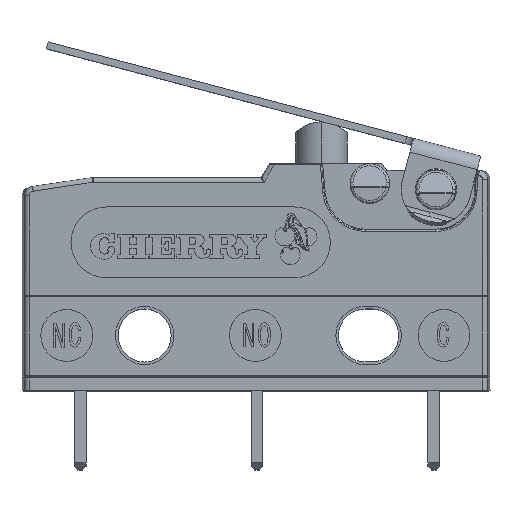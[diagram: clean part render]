
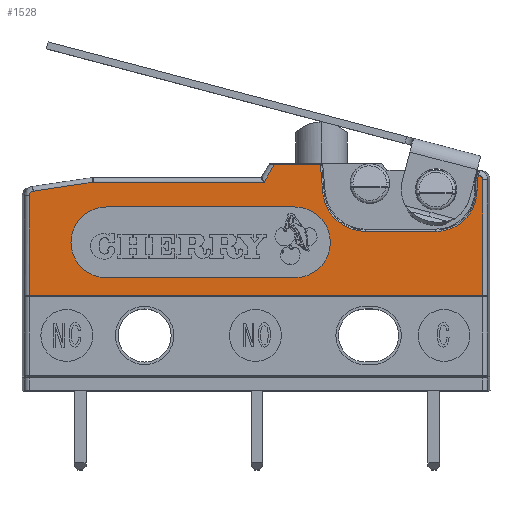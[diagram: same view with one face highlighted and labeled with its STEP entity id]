
A CAD part, top view. The second image highlights one B-rep face of the part: STEP entity #1528.
In plain terms, the highlighted planar face has unit normal (0, 0, 1).
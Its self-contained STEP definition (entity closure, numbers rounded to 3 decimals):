
#1528=ADVANCED_FACE('NONE',(#3855,#3856),#3857,.T.);
#3855=FACE_OUTER_BOUND('',#7617,.T.);
#3856=FACE_BOUND('',#7618,.T.);
#3857=PLANE('',#7619);
#7617=EDGE_LOOP('',(#14425,#14426,#14427,#14428,#14429,#14430,#14431,#14432,#14433,#14434,#14435,#14436,#14437,#14438,#14439,#14440,#14441));
#7618=EDGE_LOOP('',(#14442,#14443,#14444,#14445));
#7619=AXIS2_PLACEMENT_3D('',#14446,#14447,#14448);
#14425=ORIENTED_EDGE('',*,*,#22726,.T.);
#14426=ORIENTED_EDGE('',*,*,#22727,.T.);
#14427=ORIENTED_EDGE('',*,*,#22728,.T.);
#14428=ORIENTED_EDGE('',*,*,#22729,.T.);
#14429=ORIENTED_EDGE('',*,*,#22730,.T.);
#14430=ORIENTED_EDGE('',*,*,#22731,.T.);
#14431=ORIENTED_EDGE('',*,*,#22723,.T.);
#14432=ORIENTED_EDGE('',*,*,#22598,.F.);
#14433=ORIENTED_EDGE('',*,*,#22603,.F.);
#14434=ORIENTED_EDGE('',*,*,#22627,.F.);
#14435=ORIENTED_EDGE('',*,*,#22631,.F.);
#14436=ORIENTED_EDGE('',*,*,#22636,.F.);
#14437=ORIENTED_EDGE('',*,*,#22732,.T.);
#14438=ORIENTED_EDGE('',*,*,#22733,.T.);
#14439=ORIENTED_EDGE('',*,*,#22734,.T.);
#14440=ORIENTED_EDGE('',*,*,#22735,.T.);
#14441=ORIENTED_EDGE('',*,*,#22736,.T.);
#14442=ORIENTED_EDGE('',*,*,#22737,.T.);
#14443=ORIENTED_EDGE('',*,*,#22738,.T.);
#14444=ORIENTED_EDGE('',*,*,#22739,.T.);
#14445=ORIENTED_EDGE('',*,*,#22740,.T.);
#14446=CARTESIAN_POINT('',(0.0,0.0,3.175));
#14447=DIRECTION('',(0.0,0.0,1.0));
#14448=DIRECTION('',(1.0,0.0,0.0));
#22598=EDGE_CURVE('NONE',#26919,#26921,#26922,.T.);
#22603=EDGE_CURVE('NONE',#26927,#26919,#26928,.T.);
#22627=EDGE_CURVE('NONE',#26955,#26927,#26957,.T.);
#22631=EDGE_CURVE('NONE',#26961,#26955,#26963,.T.);
#22636=EDGE_CURVE('NONE',#26967,#26961,#26969,.T.);
#22723=EDGE_CURVE('NONE',#27093,#26921,#27094,.T.);
#22726=EDGE_CURVE('NONE',#27097,#27098,#27099,.T.);
#22727=EDGE_CURVE('NONE',#27098,#27100,#27101,.T.);
#22728=EDGE_CURVE('NONE',#27100,#27102,#27103,.T.);
#22729=EDGE_CURVE('NONE',#27102,#27104,#27105,.T.);
#22730=EDGE_CURVE('NONE',#27104,#27106,#27107,.T.);
#22731=EDGE_CURVE('NONE',#27106,#27093,#27108,.T.);
#22732=EDGE_CURVE('NONE',#26967,#27109,#27110,.T.);
#22733=EDGE_CURVE('NONE',#27109,#27111,#27112,.T.);
#22734=EDGE_CURVE('NONE',#27111,#27113,#27114,.T.);
#22735=EDGE_CURVE('NONE',#27113,#27115,#27116,.T.);
#22736=EDGE_CURVE('NONE',#27115,#27097,#27117,.T.);
#22737=EDGE_CURVE('NONE',#27118,#27119,#27120,.T.);
#22738=EDGE_CURVE('NONE',#27119,#27121,#27122,.T.);
#22739=EDGE_CURVE('NONE',#27121,#27123,#27124,.T.);
#22740=EDGE_CURVE('NONE',#27123,#27118,#27125,.T.);
#26919=VERTEX_POINT('NONE',#33290);
#26921=VERTEX_POINT('NONE',#33297);
#26922=LINE('',#33298,#33299);
#26927=VERTEX_POINT('NONE',#33309);
#26928=LINE('',#33310,#33311);
#26955=VERTEX_POINT('NONE',#33344);
#26957=LINE('',#33346,#33347);
#26961=VERTEX_POINT('NONE',#33351);
#26963=LINE('',#33358,#33359);
#26967=VERTEX_POINT('NONE',#33369);
#26969=LINE('',#33376,#33377);
#27093=VERTEX_POINT('NONE',#33624);
#27094=B_SPLINE_CURVE_WITH_KNOTS('',3,(#33625,#33626,#33627,#33628,#33629,#33630),.UNSPECIFIED.,.F.,.F.,(4,2,4),(0.0,0.5,1.0),.UNSPECIFIED.);
#27097=VERTEX_POINT('NONE',#33638);
#27098=VERTEX_POINT('NONE',#33639);
#27099=B_SPLINE_CURVE_WITH_KNOTS('',3,(#33640,#33641,#33642,#33643,#33644,#33645,#33646,#33647,#33648,#33649,#33650,#33651,#33652,#33653,#33654,#33655,#33656,#33657),.UNSPECIFIED.,.F.,.F.,(4,1,1,2,2,2,1,1,2,2,4),(0.0,0.125,0.187,0.219,0.25,0.5,0.625,0.687,0.719,0.75,1.0),.UNSPECIFIED.);
#27100=VERTEX_POINT('NONE',#33658);
#27101=LINE('',#33659,#33660);
#27102=VERTEX_POINT('NONE',#33661);
#27103=LINE('',#33662,#33663);
#27104=VERTEX_POINT('NONE',#33664);
#27105=LINE('',#33665,#33666);
#27106=VERTEX_POINT('NONE',#33667);
#27107=LINE('',#33668,#33669);
#27108=LINE('',#33670,#33671);
#27109=VERTEX_POINT('NONE',#33672);
#27110=B_SPLINE_CURVE_WITH_KNOTS('',3,(#33673,#33674,#33675,#33676,#33677,#33678),.UNSPECIFIED.,.F.,.F.,(4,2,4),(0.0,0.5,1.0),.UNSPECIFIED.);
#27111=VERTEX_POINT('NONE',#33679);
#27112=LINE('',#33680,#33681);
#27113=VERTEX_POINT('NONE',#33682);
#27114=LINE('',#33683,#33684);
#27115=VERTEX_POINT('NONE',#33685);
#27116=B_SPLINE_CURVE_WITH_KNOTS('',3,(#33686,#33687,#33688,#33689,#33690,#33691,#33692,#33693,#33694,#33695),.UNSPECIFIED.,.F.,.F.,(4,2,2,2,4),(0.0,0.25,0.5,0.75,1.0),.UNSPECIFIED.);
#27117=LINE('',#33696,#33697);
#27118=VERTEX_POINT('NONE',#33698);
#27119=VERTEX_POINT('NONE',#33699);
#27120=CIRCLE('',#33700,1.5);
#27121=VERTEX_POINT('NONE',#33701);
#27122=LINE('',#33702,#33703);
#27123=VERTEX_POINT('NONE',#33704);
#27124=CIRCLE('',#33705,1.5);
#27125=LINE('',#33706,#33707);
#33290=CARTESIAN_POINT('',(-4.896,1.7,3.175));
#33297=CARTESIAN_POINT('',(-4.896,5.923,3.175));
#33298=CARTESIAN_POINT('',(-4.896,2.568,3.175));
#33299=VECTOR('',#42598,1000.0);
#33309=CARTESIAN_POINT('',(-4.894,1.7,3.175));
#33310=CARTESIAN_POINT('',(0.0,1.7,3.175));
#33311=VECTOR('',#42602,1000.0);
#33344=CARTESIAN_POINT('',(14.344,1.7,3.175));
#33346=CARTESIAN_POINT('',(3.458,1.7,3.175));
#33347=VECTOR('',#42633,1000.0);
#33351=CARTESIAN_POINT('',(14.346,1.7,3.175));
#33358=CARTESIAN_POINT('',(0.0,1.7,3.175));
#33359=VECTOR('',#42637,1000.0);
#33369=CARTESIAN_POINT('',(14.346,6.6,3.175));
#33376=CARTESIAN_POINT('',(14.346,2.5,3.175));
#33377=VECTOR('',#42638,1000.0);
#33624=CARTESIAN_POINT('',(-4.725,6.12,3.175));
#33625=CARTESIAN_POINT('',(-4.725,6.12,3.175));
#33626=CARTESIAN_POINT('',(-4.775,6.113,3.175));
#33627=CARTESIAN_POINT('',(-4.816,6.09,3.175));
#33628=CARTESIAN_POINT('',(-4.879,6.016,3.175));
#33629=CARTESIAN_POINT('',(-4.896,5.973,3.175));
#33630=CARTESIAN_POINT('',(-4.896,5.923,3.175));
#33638=CARTESIAN_POINT('',(9.375,4.412,3.175));
#33639=CARTESIAN_POINT('',(7.557,6.078,3.175));
#33640=CARTESIAN_POINT('',(9.375,4.412,3.175));
#33641=CARTESIAN_POINT('',(9.265,4.413,3.175));
#33642=CARTESIAN_POINT('',(9.102,4.427,3.175));
#33643=CARTESIAN_POINT('',(8.917,4.469,3.175));
#33644=CARTESIAN_POINT('',(8.839,4.493,3.175));
#33645=CARTESIAN_POINT('',(8.787,4.509,3.175));
#33646=CARTESIAN_POINT('',(8.763,4.518,3.175));
#33647=CARTESIAN_POINT('',(8.515,4.611,3.175));
#33648=CARTESIAN_POINT('',(8.316,4.732,3.175));
#33649=CARTESIAN_POINT('',(8.055,4.972,3.175));
#33650=CARTESIAN_POINT('',(7.938,5.102,3.175));
#33651=CARTESIAN_POINT('',(7.825,5.271,3.175));
#33652=CARTESIAN_POINT('',(7.781,5.347,3.175));
#33653=CARTESIAN_POINT('',(7.754,5.399,3.175));
#33654=CARTESIAN_POINT('',(7.739,5.427,3.175));
#33655=CARTESIAN_POINT('',(7.633,5.65,3.175));
#33656=CARTESIAN_POINT('',(7.576,5.859,3.175));
#33657=CARTESIAN_POINT('',(7.557,6.078,3.175));
#33658=CARTESIAN_POINT('',(7.454,7.25,3.175));
#33659=CARTESIAN_POINT('',(7.557,6.078,3.175));
#33660=VECTOR('',#42688,1000.0);
#33661=CARTESIAN_POINT('',(5.502,7.25,3.175));
#33662=CARTESIAN_POINT('',(0.0,7.25,3.175));
#33663=VECTOR('',#42689,1000.0);
#33664=CARTESIAN_POINT('',(5.069,6.5,3.175));
#33665=CARTESIAN_POINT('',(5.502,7.25,3.175));
#33666=VECTOR('',#42690,1000.0);
#33667=CARTESIAN_POINT('',(-2.185,6.5,3.175));
#33668=CARTESIAN_POINT('',(0.0,6.5,3.175));
#33669=VECTOR('',#42691,1000.0);
#33670=CARTESIAN_POINT('',(-2.185,6.5,3.175));
#33671=VECTOR('',#42692,1000.0);
#33672=CARTESIAN_POINT('',(14.165,6.799,3.175));
#33673=CARTESIAN_POINT('',(14.346,6.6,3.175));
#33674=CARTESIAN_POINT('',(14.346,6.652,3.175));
#33675=CARTESIAN_POINT('',(14.328,6.697,3.175));
#33676=CARTESIAN_POINT('',(14.26,6.772,3.175));
#33677=CARTESIAN_POINT('',(14.217,6.793,3.175));
#33678=CARTESIAN_POINT('',(14.165,6.799,3.175));
#33679=CARTESIAN_POINT('',(14.1,6.585,3.175));
#33680=CARTESIAN_POINT('',(14.165,6.799,3.175));
#33681=VECTOR('',#42693,1000.0);
#33682=CARTESIAN_POINT('',(14.1,6.163,3.175));
#33683=CARTESIAN_POINT('',(14.1,0.0,3.175));
#33684=VECTOR('',#42694,1000.0);
#33685=CARTESIAN_POINT('',(12.35,4.413,3.175));
#33686=CARTESIAN_POINT('',(14.1,6.163,3.175));
#33687=CARTESIAN_POINT('',(14.1,5.93,3.175));
#33688=CARTESIAN_POINT('',(14.055,5.707,3.175));
#33689=CARTESIAN_POINT('',(13.878,5.279,3.175));
#33690=CARTESIAN_POINT('',(13.751,5.089,3.175));
#33691=CARTESIAN_POINT('',(13.424,4.761,3.175));
#33692=CARTESIAN_POINT('',(13.234,4.634,3.175));
#33693=CARTESIAN_POINT('',(12.806,4.457,3.175));
#33694=CARTESIAN_POINT('',(12.583,4.413,3.175));
#33695=CARTESIAN_POINT('',(12.35,4.413,3.175));
#33696=CARTESIAN_POINT('',(0.0,4.413,3.175));
#33697=VECTOR('',#42695,1000.0);
#33698=CARTESIAN_POINT('',(-1.625,2.45,3.175));
#33699=CARTESIAN_POINT('',(-1.625,5.45,3.175));
#33700=AXIS2_PLACEMENT_3D('',#42696,#42697,#42698);
#33701=CARTESIAN_POINT('',(6.375,5.45,3.175));
#33702=CARTESIAN_POINT('',(0.0,5.45,3.175));
#33703=VECTOR('',#42699,1000.0);
#33704=CARTESIAN_POINT('',(6.375,2.45,3.175));
#33705=AXIS2_PLACEMENT_3D('',#42700,#42701,#42702);
#33706=CARTESIAN_POINT('',(0.0,2.45,3.175));
#33707=VECTOR('',#42703,1000.0);
#42598=DIRECTION('',(0.0,1.0,0.0));
#42602=DIRECTION('',(-1.0,0.0,0.0));
#42633=DIRECTION('',(-1.0,-0.0,-0.0));
#42637=DIRECTION('',(-1.0,0.0,0.0));
#42638=DIRECTION('',(0.0,-1.0,0.0));
#42688=DIRECTION('',(-0.087,0.996,0.0));
#42689=DIRECTION('',(-1.0,0.0,0.0));
#42690=DIRECTION('',(-0.5,-0.866,0.0));
#42691=DIRECTION('',(-1.0,0.0,0.0));
#42692=DIRECTION('',(-0.989,-0.148,0.0));
#42693=DIRECTION('',(-0.292,-0.956,0.0));
#42694=DIRECTION('',(0.0,-1.0,0.0));
#42695=DIRECTION('',(-1.0,0.0,0.0));
#42696=CARTESIAN_POINT('',(-1.625,3.95,3.175));
#42697=DIRECTION('',(-0.0,-0.0,-1.0));
#42698=DIRECTION('',(0.0,-1.0,0.0));
#42699=DIRECTION('',(1.0,0.0,0.0));
#42700=CARTESIAN_POINT('',(6.375,3.95,3.175));
#42701=DIRECTION('',(-0.0,-0.0,-1.0));
#42702=DIRECTION('',(0.0,-1.0,0.0));
#42703=DIRECTION('',(-1.0,0.0,0.0));
